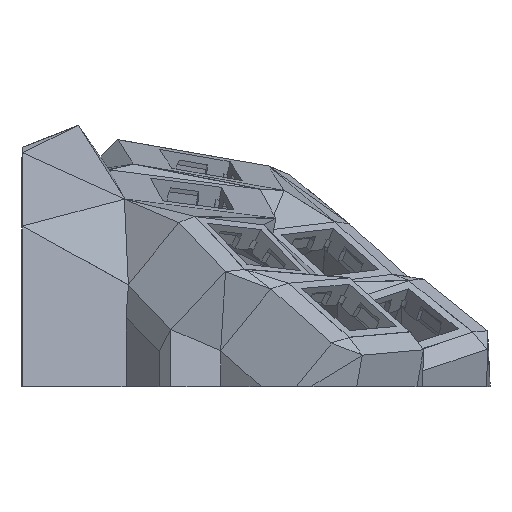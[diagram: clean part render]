
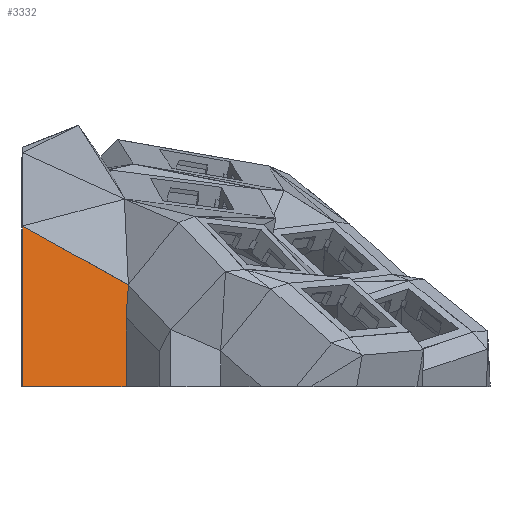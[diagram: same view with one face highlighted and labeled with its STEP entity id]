
A CAD part, left-side view. The second image highlights one B-rep face of the part: STEP entity #3332.
In plain terms, the highlighted planar face has unit normal (-0.845, -0.535, 0).
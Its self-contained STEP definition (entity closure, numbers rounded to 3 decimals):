
#43 = PLANE('',#44);
#44 = AXIS2_PLACEMENT_3D('',#45,#46,#47);
#45 = CARTESIAN_POINT('',(-175.,-175.,0.));
#46 = DIRECTION('',(0.,0.,1.));
#47 = DIRECTION('',(1.,0.,0.));
#616 = VERTEX_POINT('',#617);
#617 = CARTESIAN_POINT('',(-100.88,-20.188,0.));
#631 = PLANE('',#632);
#632 = AXIS2_PLACEMENT_3D('',#633,#634,#635);
#633 = CARTESIAN_POINT('',(-100.88,-20.113,
    10.354));
#634 = DIRECTION('',(-1.,-0.,-0.));
#635 = DIRECTION('',(0.,0.,-1.));
#642 = EDGE_CURVE('',#643,#616,#645,.T.);
#643 = VERTEX_POINT('',#644);
#644 = CARTESIAN_POINT('',(-88.383,-39.941,0.));
#645 = SURFACE_CURVE('',#646,(#650,#657),.PCURVE_S1.);
#646 = LINE('',#647,#648);
#647 = CARTESIAN_POINT('',(-74.542,-61.818,0.));
#648 = VECTOR('',#649,1.);
#649 = DIRECTION('',(-0.535,0.845,0.));
#650 = PCURVE('',#43,#651);
#651 = DEFINITIONAL_REPRESENTATION('',(#652),#656);
#652 = LINE('',#653,#654);
#653 = CARTESIAN_POINT('',(100.458,113.182));
#654 = VECTOR('',#655,1.);
#655 = DIRECTION('',(-0.535,0.845));
#656 = ( GEOMETRIC_REPRESENTATION_CONTEXT(2) 
PARAMETRIC_REPRESENTATION_CONTEXT() REPRESENTATION_CONTEXT('2D SPACE',''
  ) );
#657 = PCURVE('',#658,#663);
#658 = PLANE('',#659);
#659 = AXIS2_PLACEMENT_3D('',#660,#661,#662);
#660 = CARTESIAN_POINT('',(-96.963,-26.379,
    11.995));
#661 = DIRECTION('',(-0.845,-0.535,-0.));
#662 = DIRECTION('',(0.535,-0.845,0.));
#663 = DEFINITIONAL_REPRESENTATION('',(#664),#667);
#664 = B_SPLINE_CURVE_WITH_KNOTS('',1,(#665,#666),.UNSPECIFIED.,.F.,.F.,
  (2,2),(25.349,49.262),.PIECEWISE_BEZIER_KNOTS.);
#665 = CARTESIAN_POINT('',(16.587,-11.995));
#666 = CARTESIAN_POINT('',(-7.326,-11.995));
#667 = ( GEOMETRIC_REPRESENTATION_CONTEXT(2) 
PARAMETRIC_REPRESENTATION_CONTEXT() REPRESENTATION_CONTEXT('2D SPACE',''
  ) );
#685 = PLANE('',#686);
#686 = AXIS2_PLACEMENT_3D('',#687,#688,#689);
#687 = CARTESIAN_POINT('',(-86.249,-38.151,
    2.63));
#688 = DIRECTION('',(-0.643,0.766,0.));
#689 = DIRECTION('',(0.766,0.643,0.));
#3272 = PLANE('',#3273);
#3273 = AXIS2_PLACEMENT_3D('',#3274,#3275,#3276);
#3274 = CARTESIAN_POINT('',(-91.664,-43.188,
    14.553));
#3275 = DIRECTION('',(-0.684,0.724,0.087)
  );
#3276 = DIRECTION('',(0.727,0.687,0.));
#3290 = VERTEX_POINT('',#3291);
#3291 = CARTESIAN_POINT('',(-88.383,-39.941,
    13.317));
#3312 = EDGE_CURVE('',#643,#3290,#3313,.T.);
#3313 = SURFACE_CURVE('',#3314,(#3318,#3324),.PCURVE_S1.);
#3314 = LINE('',#3315,#3316);
#3315 = CARTESIAN_POINT('',(-88.383,-39.941,
    7.313));
#3316 = VECTOR('',#3317,1.);
#3317 = DIRECTION('',(0.,-0.,1.));
#3318 = PCURVE('',#685,#3319);
#3319 = DEFINITIONAL_REPRESENTATION('',(#3320),#3323);
#3320 = B_SPLINE_CURVE_WITH_KNOTS('',1,(#3321,#3322),.UNSPECIFIED.,.F.,
  .F.,(2,2),(-17.313,7.925),.PIECEWISE_BEZIER_KNOTS.);
#3321 = CARTESIAN_POINT('',(-2.785,12.63));
#3322 = CARTESIAN_POINT('',(-2.785,-12.608));
#3323 = ( GEOMETRIC_REPRESENTATION_CONTEXT(2) 
PARAMETRIC_REPRESENTATION_CONTEXT() REPRESENTATION_CONTEXT('2D SPACE',''
  ) );
#3324 = PCURVE('',#658,#3325);
#3325 = DEFINITIONAL_REPRESENTATION('',(#3326),#3329);
#3326 = B_SPLINE_CURVE_WITH_KNOTS('',1,(#3327,#3328),.UNSPECIFIED.,.F.,
  .F.,(2,2),(-17.313,7.925),.PIECEWISE_BEZIER_KNOTS.);
#3327 = CARTESIAN_POINT('',(16.049,-21.995));
#3328 = CARTESIAN_POINT('',(16.049,3.242));
#3329 = ( GEOMETRIC_REPRESENTATION_CONTEXT(2) 
PARAMETRIC_REPRESENTATION_CONTEXT() REPRESENTATION_CONTEXT('2D SPACE',''
  ) );
#3332 = ADVANCED_FACE('',(#3333),#658,.T.);
#3333 = FACE_BOUND('',#3334,.T.);
#3334 = EDGE_LOOP('',(#3335,#3358,#3359,#3360,#3381));
#3335 = ORIENTED_EDGE('',*,*,#3336,.F.);
#3336 = EDGE_CURVE('',#616,#3337,#3339,.T.);
#3337 = VERTEX_POINT('',#3338);
#3338 = CARTESIAN_POINT('',(-100.88,-20.188,
    30.658));
#3339 = SURFACE_CURVE('',#3340,(#3344,#3351),.PCURVE_S1.);
#3340 = LINE('',#3341,#3342);
#3341 = CARTESIAN_POINT('',(-100.88,-20.188,-10.));
#3342 = VECTOR('',#3343,1.);
#3343 = DIRECTION('',(0.,0.,1.));
#3344 = PCURVE('',#658,#3345);
#3345 = DEFINITIONAL_REPRESENTATION('',(#3346),#3350);
#3346 = LINE('',#3347,#3348);
#3347 = CARTESIAN_POINT('',(-7.326,-21.995));
#3348 = VECTOR('',#3349,1.);
#3349 = DIRECTION('',(0.,1.));
#3350 = ( GEOMETRIC_REPRESENTATION_CONTEXT(2) 
PARAMETRIC_REPRESENTATION_CONTEXT() REPRESENTATION_CONTEXT('2D SPACE',''
  ) );
#3351 = PCURVE('',#631,#3352);
#3352 = DEFINITIONAL_REPRESENTATION('',(#3353),#3357);
#3353 = LINE('',#3354,#3355);
#3354 = CARTESIAN_POINT('',(20.354,0.075));
#3355 = VECTOR('',#3356,1.);
#3356 = DIRECTION('',(-1.,0.));
#3357 = ( GEOMETRIC_REPRESENTATION_CONTEXT(2) 
PARAMETRIC_REPRESENTATION_CONTEXT() REPRESENTATION_CONTEXT('2D SPACE',''
  ) );
#3358 = ORIENTED_EDGE('',*,*,#642,.F.);
#3359 = ORIENTED_EDGE('',*,*,#3312,.T.);
#3360 = ORIENTED_EDGE('',*,*,#3361,.T.);
#3361 = EDGE_CURVE('',#3290,#3362,#3364,.T.);
#3362 = VERTEX_POINT('',#3363);
#3363 = CARTESIAN_POINT('',(-88.095,-40.396,
    19.387));
#3364 = SURFACE_CURVE('',#3365,(#3369,#3375),.PCURVE_S1.);
#3365 = LINE('',#3366,#3367);
#3366 = CARTESIAN_POINT('',(-88.416,-39.888,
    12.612));
#3367 = VECTOR('',#3368,1.);
#3368 = DIRECTION('',(0.047,-0.075,
    0.996));
#3369 = PCURVE('',#658,#3370);
#3370 = DEFINITIONAL_REPRESENTATION('',(#3371),#3374);
#3371 = B_SPLINE_CURVE_WITH_KNOTS('',1,(#3372,#3373),.UNSPECIFIED.,.F.,
  .F.,(2,2),(-5.926,6.801),.PIECEWISE_BEZIER_KNOTS.);
#3372 = CARTESIAN_POINT('',(15.464,-5.285));
#3373 = CARTESIAN_POINT('',(16.587,7.391));
#3374 = ( GEOMETRIC_REPRESENTATION_CONTEXT(2) 
PARAMETRIC_REPRESENTATION_CONTEXT() REPRESENTATION_CONTEXT('2D SPACE',''
  ) );
#3375 = PCURVE('',#3272,#3376);
#3376 = DEFINITIONAL_REPRESENTATION('',(#3377),#3380);
#3377 = B_SPLINE_CURVE_WITH_KNOTS('',1,(#3378,#3379),.UNSPECIFIED.,.F.,
  .F.,(2,2),(-5.926,6.801),.PIECEWISE_BEZIER_KNOTS.);
#3378 = CARTESIAN_POINT('',(4.727,7.873));
#3379 = CARTESIAN_POINT('',(4.512,-4.852));
#3380 = ( GEOMETRIC_REPRESENTATION_CONTEXT(2) 
PARAMETRIC_REPRESENTATION_CONTEXT() REPRESENTATION_CONTEXT('2D SPACE',''
  ) );
#3381 = ORIENTED_EDGE('',*,*,#3382,.T.);
#3382 = EDGE_CURVE('',#3362,#3337,#3383,.T.);
#3383 = SURFACE_CURVE('',#3384,(#3388,#3395),.PCURVE_S1.);
#3384 = LINE('',#3385,#3386);
#3385 = CARTESIAN_POINT('',(-88.095,-40.396,
    19.387));
#3386 = VECTOR('',#3387,1.);
#3387 = DIRECTION('',(-0.484,0.764,0.426));
#3388 = PCURVE('',#658,#3389);
#3389 = DEFINITIONAL_REPRESENTATION('',(#3390),#3394);
#3390 = LINE('',#3391,#3392);
#3391 = CARTESIAN_POINT('',(16.587,7.391));
#3392 = VECTOR('',#3393,1.);
#3393 = DIRECTION('',(-0.905,0.426));
#3394 = ( GEOMETRIC_REPRESENTATION_CONTEXT(2) 
PARAMETRIC_REPRESENTATION_CONTEXT() REPRESENTATION_CONTEXT('2D SPACE',''
  ) );
#3395 = PCURVE('',#3396,#3401);
#3396 = PLANE('',#3397);
#3397 = AXIS2_PLACEMENT_3D('',#3398,#3399,#3400);
#3398 = CARTESIAN_POINT('',(-94.458,-30.329,
    25.01));
#3399 = DIRECTION('',(0.624,0.643,-0.444));
#3400 = DIRECTION('',(0.717,-0.697,0.
    ));
#3401 = DEFINITIONAL_REPRESENTATION('',(#3402),#3406);
#3402 = LINE('',#3403,#3404);
#3403 = CARTESIAN_POINT('',(11.578,6.276));
#3404 = VECTOR('',#3405,1.);
#3405 = DIRECTION('',(-0.879,-0.476));
#3406 = ( GEOMETRIC_REPRESENTATION_CONTEXT(2) 
PARAMETRIC_REPRESENTATION_CONTEXT() REPRESENTATION_CONTEXT('2D SPACE',''
  ) );
